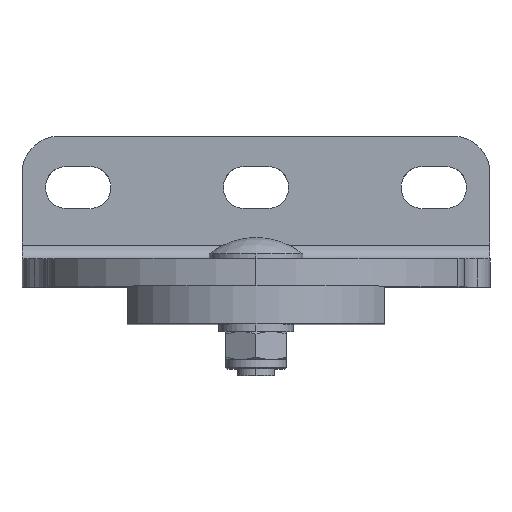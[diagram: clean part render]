
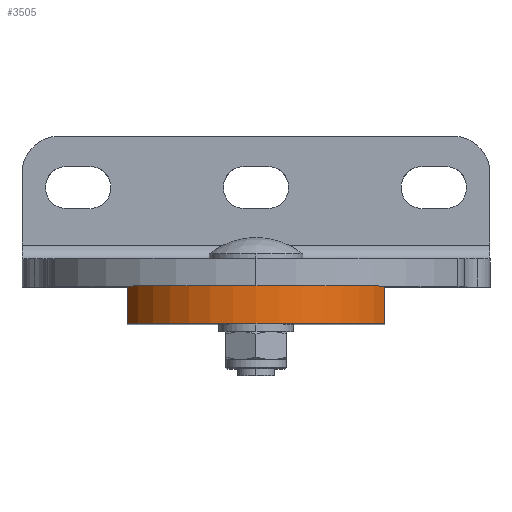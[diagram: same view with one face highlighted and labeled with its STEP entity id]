
A CAD part, top view. The second image highlights one B-rep face of the part: STEP entity #3505.
In plain terms, the highlighted cylindrical face has radius 30 mm (diameter 60 mm), a partial arc.
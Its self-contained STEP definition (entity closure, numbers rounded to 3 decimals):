
#359 = DIRECTION ( 'NONE',  ( 0., -1., 0. ) ) ;
#403 = LINE ( 'NONE', #5451, #1320 ) ;
#434 = DIRECTION ( 'NONE',  ( 0., -1., 0. ) ) ;
#585 = EDGE_CURVE ( 'NONE', #2324, #2041, #1545, .T. ) ;
#838 = CARTESIAN_POINT ( 'NONE',  ( 131.99, 0., 27.5 ) ) ;
#843 = CARTESIAN_POINT ( 'NONE',  ( 120., 8., 0. ) ) ;
#1001 = EDGE_LOOP ( 'NONE', ( #3468, #3405, #5533, #5309 ) ) ;
#1097 = AXIS2_PLACEMENT_3D ( 'NONE', #2253, #4580, #3709 ) ;
#1147 = CARTESIAN_POINT ( 'NONE',  ( 131.99, 8., -27.5 ) ) ;
#1320 = VECTOR ( 'NONE', #434, 1000. ) ;
#1545 = CIRCLE ( 'NONE', #3663, 30. ) ;
#1751 = EDGE_CURVE ( 'NONE', #4395, #2324, #403, .T. ) ;
#1795 = CARTESIAN_POINT ( 'NONE',  ( 131.99, 8., -27.5 ) ) ;
#1868 = AXIS2_PLACEMENT_3D ( 'NONE', #843, #5793, #3504 ) ;
#1869 = CIRCLE ( 'NONE', #1097, 30. ) ;
#2041 = VERTEX_POINT ( 'NONE', #3322 ) ;
#2141 = EDGE_CURVE ( 'NONE', #5003, #2041, #4492, .T. ) ;
#2253 = CARTESIAN_POINT ( 'NONE',  ( 120., 8., 0. ) ) ;
#2324 = VERTEX_POINT ( 'NONE', #838 ) ;
#2563 = CYLINDRICAL_SURFACE ( 'NONE', #1868, 30. ) ;
#2874 = DIRECTION ( 'NONE',  ( 0., 0., -1. ) ) ;
#3322 = CARTESIAN_POINT ( 'NONE',  ( 131.99, 0., -27.5 ) ) ;
#3330 = CARTESIAN_POINT ( 'NONE',  ( 120., 0., 0. ) ) ;
#3405 = ORIENTED_EDGE ( 'NONE', *, *, #2141, .F. ) ;
#3451 = VECTOR ( 'NONE', #359, 1000. ) ;
#3468 = ORIENTED_EDGE ( 'NONE', *, *, #585, .T. ) ;
#3504 = DIRECTION ( 'NONE',  ( 0., 0., -1. ) ) ;
#3505 = ADVANCED_FACE ( 'NONE', ( #4495 ), #2563, .T. ) ;
#3663 = AXIS2_PLACEMENT_3D ( 'NONE', #3330, #5173, #2874 ) ;
#3709 = DIRECTION ( 'NONE',  ( 0., 0., -1. ) ) ;
#3851 = CARTESIAN_POINT ( 'NONE',  ( 131.99, 8., 27.5 ) ) ;
#4395 = VERTEX_POINT ( 'NONE', #3851 ) ;
#4492 = LINE ( 'NONE', #1147, #3451 ) ;
#4495 = FACE_OUTER_BOUND ( 'NONE', #1001, .T. ) ;
#4580 = DIRECTION ( 'NONE',  ( 0., 1., 0. ) ) ;
#4979 = EDGE_CURVE ( 'NONE', #4395, #5003, #1869, .T. ) ;
#5003 = VERTEX_POINT ( 'NONE', #1795 ) ;
#5173 = DIRECTION ( 'NONE',  ( 0., 1., 0. ) ) ;
#5309 = ORIENTED_EDGE ( 'NONE', *, *, #1751, .T. ) ;
#5451 = CARTESIAN_POINT ( 'NONE',  ( 131.99, 8., 27.5 ) ) ;
#5533 = ORIENTED_EDGE ( 'NONE', *, *, #4979, .F. ) ;
#5793 = DIRECTION ( 'NONE',  ( 0., -1., 0. ) ) ;
